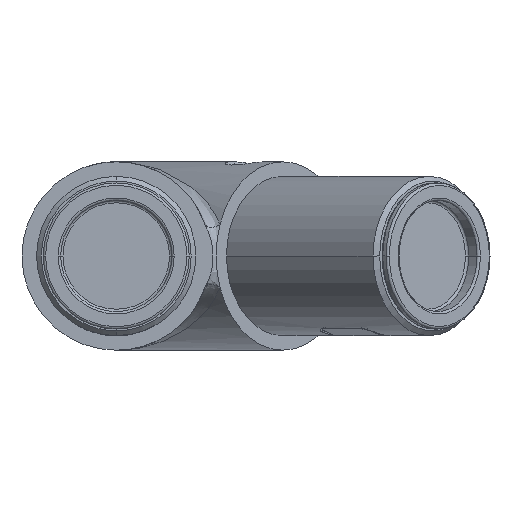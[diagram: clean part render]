
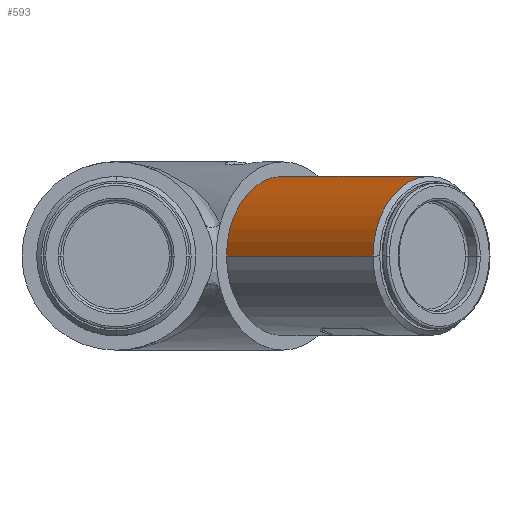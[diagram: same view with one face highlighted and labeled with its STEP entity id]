
A CAD part, left-side view. The second image highlights one B-rep face of the part: STEP entity #593.
In plain terms, the highlighted cylindrical face has radius 16.9 mm (diameter 33.8 mm), a partial arc.
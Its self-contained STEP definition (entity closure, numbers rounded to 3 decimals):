
#593 = ADVANCED_FACE ( 'NONE', ( #9920 ), #9872, .T. ) ;
#693 = EDGE_LOOP ( 'NONE', ( #11302, #11301, #11300, #11299 ) ) ;
#3872 = AXIS2_PLACEMENT_3D ( 'NONE', #11695, #11692, #11691 ) ;
#4536 = CIRCLE ( 'NONE', #5705, 16.9 ) ;
#4605 = CIRCLE ( 'NONE', #10764, 16.9 ) ;
#4606 = LINE ( 'NONE', #5100, #4609 ) ;
#4608 = LINE ( 'NONE', #5108, #4612 ) ;
#4609 = VECTOR ( 'NONE', #5105, 1000. ) ;
#4612 = VECTOR ( 'NONE', #5106, 1000. ) ;
#4794 = CARTESIAN_POINT ( 'NONE',  ( -116.468, -66.468, 0. ) ) ;
#4795 = DIRECTION ( 'NONE',  ( 0.707, 0.707, 0. ) ) ;
#4796 = DIRECTION ( 'NONE',  ( 0.707, -0.707, 0. ) ) ;
#5100 = CARTESIAN_POINT ( 'NONE',  ( -105.225, -79.125, 0. ) ) ;
#5105 = DIRECTION ( 'NONE',  ( 0.707, 0.707, 0. ) ) ;
#5106 = DIRECTION ( 'NONE',  ( 0.707, 0.707, 0. ) ) ;
#5108 = CARTESIAN_POINT ( 'NONE',  ( -129.125, -55.225, 0. ) ) ;
#5109 = CARTESIAN_POINT ( 'NONE',  ( -85.355, -35.355, 0. ) ) ;
#5110 = DIRECTION ( 'NONE',  ( -0.707, -0.707, 0. ) ) ;
#5111 = DIRECTION ( 'NONE',  ( 0.707, -0.707, 0. ) ) ;
#5257 = CARTESIAN_POINT ( 'NONE',  ( -97.305, -23.405, 0. ) ) ;
#5263 = CARTESIAN_POINT ( 'NONE',  ( -73.405, -47.305, 0. ) ) ;
#5302 = CARTESIAN_POINT ( 'NONE',  ( -104.518, -78.418, 0. ) ) ;
#5705 = AXIS2_PLACEMENT_3D ( 'NONE', #4794, #4795, #4796 ) ;
#8045 = VERTEX_POINT ( 'NONE', #9310 ) ;
#9310 = CARTESIAN_POINT ( 'NONE',  ( -128.418, -54.518, 0. ) ) ;
#9872 = CYLINDRICAL_SURFACE ( 'NONE', #3872, 16.9 ) ;
#9920 = FACE_OUTER_BOUND ( 'NONE', #693, .T. ) ;
#10568 = EDGE_CURVE ( 'NONE', #8045, #11500, #4536, .T. ) ;
#10674 = EDGE_CURVE ( 'NONE', #11500, #11461, #4606, .T. ) ;
#10676 = EDGE_CURVE ( 'NONE', #11461, #11455, #4605, .T. ) ;
#10678 = EDGE_CURVE ( 'NONE', #8045, #11455, #4608, .T. ) ;
#10764 = AXIS2_PLACEMENT_3D ( 'NONE', #5109, #5110, #5111 ) ;
#11299 = ORIENTED_EDGE ( 'NONE', *, *, #10678, .F. ) ;
#11300 = ORIENTED_EDGE ( 'NONE', *, *, #10676, .T. ) ;
#11301 = ORIENTED_EDGE ( 'NONE', *, *, #10674, .T. ) ;
#11302 = ORIENTED_EDGE ( 'NONE', *, *, #10568, .T. ) ;
#11455 = VERTEX_POINT ( 'NONE', #5257 ) ;
#11461 = VERTEX_POINT ( 'NONE', #5263 ) ;
#11500 = VERTEX_POINT ( 'NONE', #5302 ) ;
#11691 = DIRECTION ( 'NONE',  ( -0.707, 0.707, 0. ) ) ;
#11692 = DIRECTION ( 'NONE',  ( 0.707, 0.707, 0. ) ) ;
#11695 = CARTESIAN_POINT ( 'NONE',  ( -117.175, -67.175, 0. ) ) ;
